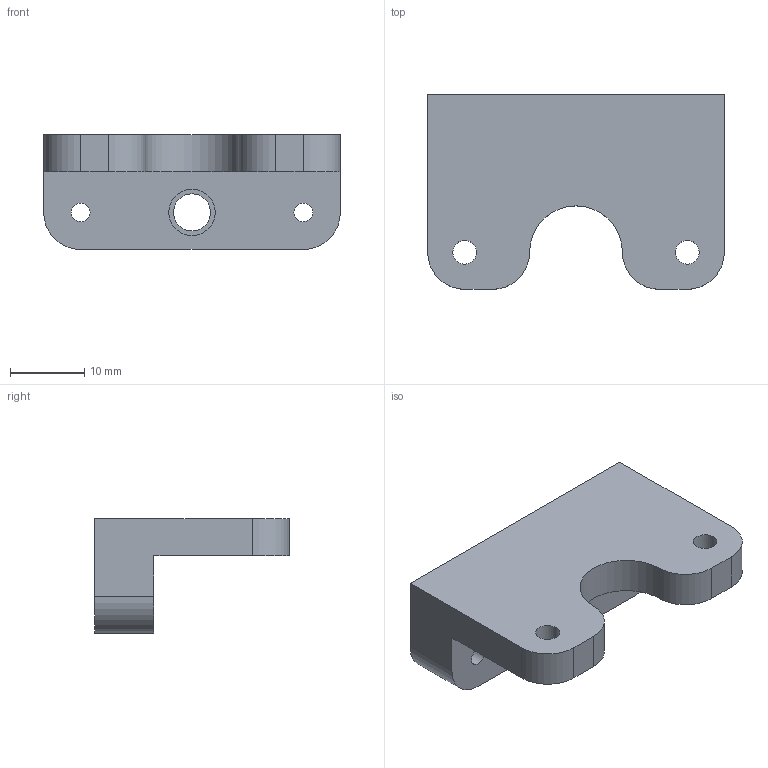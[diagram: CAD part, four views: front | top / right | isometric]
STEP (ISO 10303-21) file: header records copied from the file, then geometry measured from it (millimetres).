
FILE_DESCRIPTION(/* description */ (''),/* implementation_level */ '2;1');
FILE_NAME(/* name */ 'TC-DOCK-V6 1.3.step',/* time_stamp */ '2019-04-11T09:51:39+01:00',/* author */ ('gregY6MPL'),/* organization */ (''),/* preprocessor_version */ 'ST-DEVELOPER v18',/* originating_system */ 'Autodesk Translation Framework v8.2.0.1029',/* authorisation */ '');
FILE_SCHEMA (('AUTOMOTIVE_DESIGN { 1 0 10303 214 3 1 1 }'));
Length unit declared in the file: millimetre
Products named in the file (2): TC-DOCK-V6; TC-DOCK-V6_1
Assembly tree (1 placements, depth 2):
  TC-DOCK-V6
    TC-DOCK-V6_1
Bounding box: 40 x 26.25 x 15.5 mm (x, y, z)
Volume: 7336.5 mm3; surface area: 3795 mm2
Topology: 1 solids, 1 shells, 27 faces, 66 edges, 44 vertices
Faces by surface type: cylinder 15, plane 12
Full cylindrical faces by diameter (mm): 2.529 x2, 3.2 x2, 4 x2, 5 x1, 6.25 x1
Entity records: 899 total; most frequent: DIRECTION 158, CARTESIAN_POINT 141, ORIENTED_EDGE 132, EDGE_CURVE 66, AXIS2_PLACEMENT_3D 61, VERTEX_POINT 44, EDGE_LOOP 40, LINE 36
